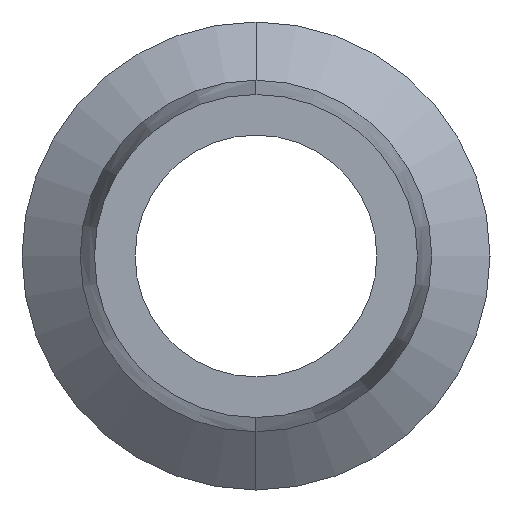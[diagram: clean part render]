
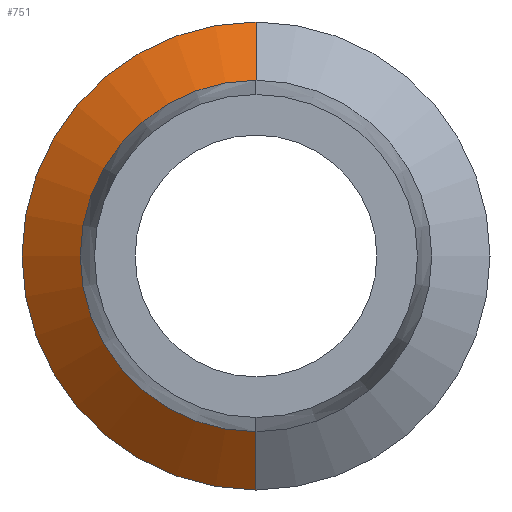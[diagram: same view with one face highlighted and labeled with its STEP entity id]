
A CAD part, left-side view. The second image highlights one B-rep face of the part: STEP entity #751.
In plain terms, the highlighted conical face has half-angle 52.958 degrees and reference radius 10.65 mm.
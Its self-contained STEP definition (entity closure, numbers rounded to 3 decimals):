
#3 = CARTESIAN_POINT ( 'NONE',  ( 0.99, 0., 0. ) ) ;
#16 = VERTEX_POINT ( 'NONE', #36 ) ;
#22 = EDGE_CURVE ( 'NONE', #480, #144, #582, .T. ) ;
#36 = CARTESIAN_POINT ( 'NONE',  ( 0.99, 0., 10.65 ) ) ;
#48 = VECTOR ( 'NONE', #152, 1000. ) ;
#96 = EDGE_LOOP ( 'NONE', ( #814, #772, #434, #647 ) ) ;
#129 = AXIS2_PLACEMENT_3D ( 'NONE', #687, #379, #813 ) ;
#144 = VERTEX_POINT ( 'NONE', #407 ) ;
#152 = DIRECTION ( 'NONE',  ( 0.602, 0., -0.798 ) ) ;
#169 = CARTESIAN_POINT ( 'NONE',  ( 0.99, 0., -10.65 ) ) ;
#200 = VECTOR ( 'NONE', #797, 1000. ) ;
#214 = DIRECTION ( 'NONE',  ( -1., 0., 0. ) ) ;
#225 = LINE ( 'NONE', #298, #200 ) ;
#230 = EDGE_CURVE ( 'NONE', #480, #16, #225, .T. ) ;
#250 = DIRECTION ( 'NONE',  ( 0., 0., -1. ) ) ;
#268 = AXIS2_PLACEMENT_3D ( 'NONE', #3, #323, #250 ) ;
#278 = LINE ( 'NONE', #291, #48 ) ;
#291 = CARTESIAN_POINT ( 'NONE',  ( 0.99, 0., -10.65 ) ) ;
#298 = CARTESIAN_POINT ( 'NONE',  ( 0.99, 0., 10.65 ) ) ;
#323 = DIRECTION ( 'NONE',  ( 1., 0., 0. ) ) ;
#350 = CARTESIAN_POINT ( 'NONE',  ( -1.01, 0., 8. ) ) ;
#379 = DIRECTION ( 'NONE',  ( -1., 0., 0. ) ) ;
#407 = CARTESIAN_POINT ( 'NONE',  ( -1.01, 0., -8. ) ) ;
#434 = ORIENTED_EDGE ( 'NONE', *, *, #796, .T. ) ;
#471 = EDGE_CURVE ( 'NONE', #144, #705, #278, .T. ) ;
#480 = VERTEX_POINT ( 'NONE', #350 ) ;
#498 = CIRCLE ( 'NONE', #129, 10.65 ) ;
#549 = AXIS2_PLACEMENT_3D ( 'NONE', #606, #214, #795 ) ;
#582 = CIRCLE ( 'NONE', #549, 8. ) ;
#606 = CARTESIAN_POINT ( 'NONE',  ( -1.01, 0., 0. ) ) ;
#647 = ORIENTED_EDGE ( 'NONE', *, *, #471, .F. ) ;
#687 = CARTESIAN_POINT ( 'NONE',  ( 0.99, 0., 0. ) ) ;
#705 = VERTEX_POINT ( 'NONE', #169 ) ;
#751 = ADVANCED_FACE ( 'NONE', ( #818 ), #809, .T. ) ;
#772 = ORIENTED_EDGE ( 'NONE', *, *, #230, .T. ) ;
#795 = DIRECTION ( 'NONE',  ( 0., 0., 1. ) ) ;
#796 = EDGE_CURVE ( 'NONE', #16, #705, #498, .T. ) ;
#797 = DIRECTION ( 'NONE',  ( 0.602, 0., 0.798 ) ) ;
#809 = CONICAL_SURFACE ( 'NONE', #268, 10.65, 0.924 ) ;
#813 = DIRECTION ( 'NONE',  ( 0., 0., 1. ) ) ;
#814 = ORIENTED_EDGE ( 'NONE', *, *, #22, .F. ) ;
#818 = FACE_OUTER_BOUND ( 'NONE', #96, .T. ) ;
